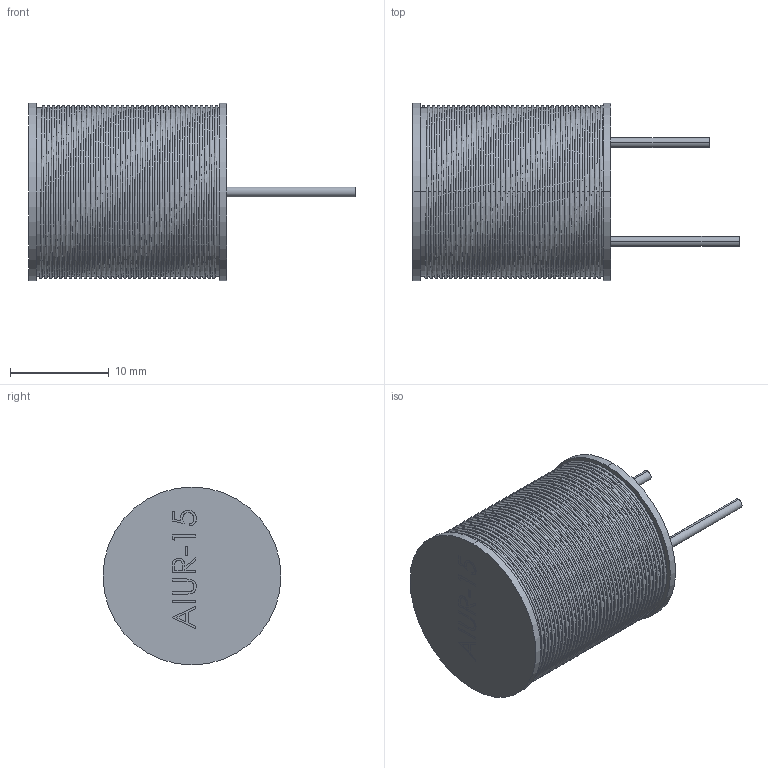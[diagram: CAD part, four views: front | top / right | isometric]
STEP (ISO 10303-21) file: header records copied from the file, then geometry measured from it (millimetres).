
FILE_DESCRIPTION (( 'STEP AP214' ), '1' );
FILE_NAME ('AIUR-15.STEP', '2013-10-04T10:26:00', ( '' ), ( '' ), 'SwSTEP 2.0', 'SolidWorks 2012', '' );
FILE_SCHEMA (( 'AUTOMOTIVE_DESIGN' ));
Length unit declared in the file: millimetre
Products named in the file (1): AIUR-15
Bounding box: 33.01 x 18 x 18 mm (x, y, z)
Volume: 4694.2 mm3; surface area: 3238.4 mm2
Topology: 2 solids, 2 shells, 97 faces, 240 edges, 160 vertices
Faces by surface type: plane 65, bspline 22, cylinder 10
Entity records: 11095 total; most frequent: CARTESIAN_POINT 8690, ORIENTED_EDGE 480, DIRECTION 374, EDGE_CURVE 240, VECTOR 174, LINE 174, VERTEX_POINT 160, EDGE_LOOP 110
